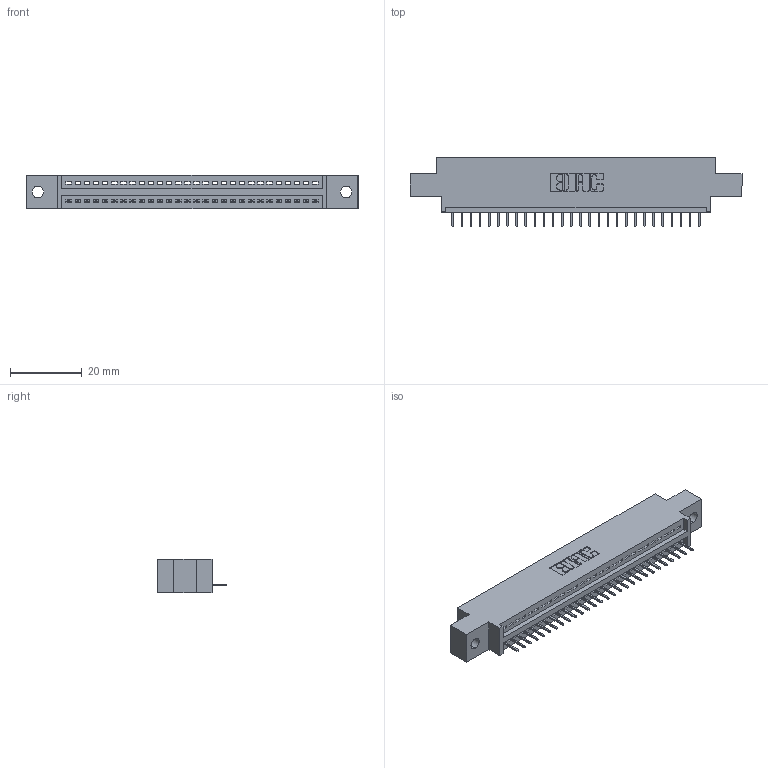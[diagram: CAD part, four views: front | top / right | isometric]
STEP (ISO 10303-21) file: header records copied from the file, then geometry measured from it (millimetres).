
FILE_DESCRIPTION (( 'STEP AP203' ), '1' );
FILE_NAME ('395-028-524-602.STEP', '2018-11-10T10:11:50', ( '' ), ( '' ), 'SwSTEP 2.0', 'SolidWorks 2016', '' );
FILE_SCHEMA (( 'CONFIG_CONTROL_DESIGN' ));
Length unit declared in the file: inch
Products named in the file (3): 395-028-524-602; 345 Part_0.170 Offset - 0.128 Dia; 345-292-001_345-293-124
Assembly tree (29 placements, depth 2):
  395-028-524-602
    345 Part_0.170 Offset - 0.128 Dia
    345-292-001_345-293-124  x28
Bounding box: 92.33 x 19.35 x 9.4 mm (x, y, z)
Volume: 8394.1 mm3; surface area: 10466.2 mm2
Topology: 29 solids, 29 shells, 1866 faces, 5393 edges, 3482 vertices
Faces by surface type: plane 1372, cylinder 494
Entity records: 23167 total; most frequent: CARTESIAN_POINT 4020, ORIENTED_EDGE 3982, DIRECTION 3531, EDGE_CURVE 1991, VECTOR 1751, LINE 1751, VERTEX_POINT 1322, AXIS2_PLACEMENT_3D 890
